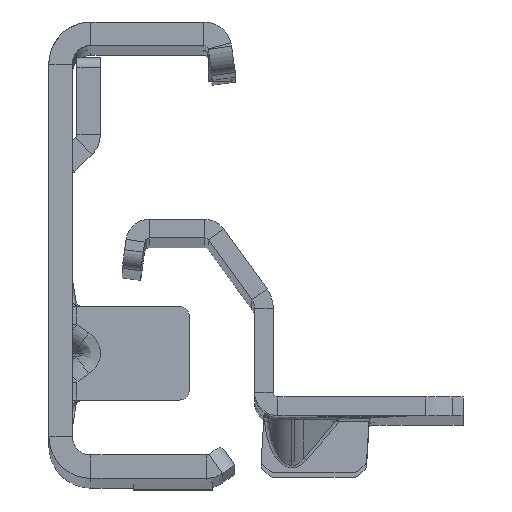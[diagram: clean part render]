
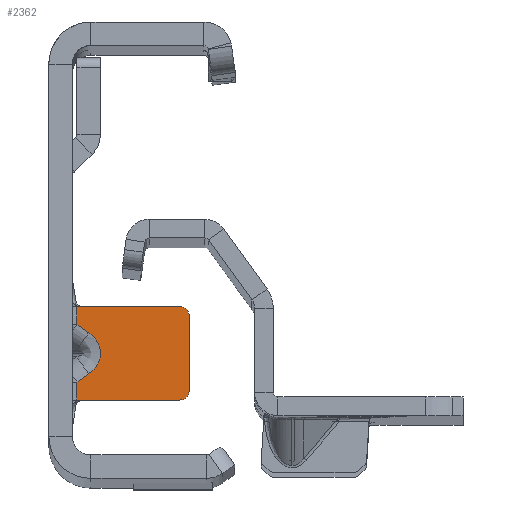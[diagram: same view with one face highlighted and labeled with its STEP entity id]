
A CAD part, top view. The second image highlights one B-rep face of the part: STEP entity #2362.
In plain terms, the highlighted planar face has unit normal (0, 0, 1).
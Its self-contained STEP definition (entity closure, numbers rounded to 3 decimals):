
#83 = AXIS2_PLACEMENT_3D ( 'NONE', #7340, #16016, #6197 ) ;
#141 = CARTESIAN_POINT ( 'NONE',  ( 0.5, -14.6, -591.5 ) ) ;
#144 = CARTESIAN_POINT ( 'NONE',  ( 11.5, -13.6, -591.5 ) ) ;
#166 = CARTESIAN_POINT ( 'NONE',  ( 0.5, 22.3, -591.5 ) ) ;
#168 = EDGE_CURVE ( 'NONE', #14410, #15174, #14807, .T. ) ;
#167 = AXIS2_PLACEMENT_3D ( 'NONE', #144, #12860, #10039 ) ;
#364 = EDGE_CURVE ( 'NONE', #10563, #12829, #14308, .T. ) ;
#377 = ORIENTED_EDGE ( 'NONE', *, *, #168, .T. ) ;
#478 = FACE_OUTER_BOUND ( 'NONE', #10040, .T. ) ;
#693 = VECTOR ( 'NONE', #16117, 1000. ) ;
#803 = LINE ( 'NONE', #9415, #12975 ) ;
#844 =( BOUNDED_CURVE ( )  B_SPLINE_CURVE ( 3, ( #8742, #15041, #2501, #2827 ),
 .UNSPECIFIED., .F., .T. ) 
 B_SPLINE_CURVE_WITH_KNOTS ( ( 4, 4 ),
 ( 2.356, 3.927 ),
 .UNSPECIFIED. ) 
 CURVE ( )  GEOMETRIC_REPRESENTATION_ITEM ( )  RATIONAL_B_SPLINE_CURVE ( ( 1., 0.805, 0.805, 1. ) ) 
 REPRESENTATION_ITEM ( '' )  );
#1127 = ORIENTED_EDGE ( 'NONE', *, *, #9151, .F. ) ;
#1862 = CARTESIAN_POINT ( 'NONE',  ( 0.5, -12.681, -591.5 ) ) ;
#1906 = LINE ( 'NONE', #6840, #15297 ) ;
#2220 = DIRECTION ( 'NONE',  ( 1., 0., 0. ) ) ;
#2362 = ADVANCED_FACE ( 'NONE', ( #478 ), #9240, .F. ) ;
#2410 = LINE ( 'NONE', #4891, #9390 ) ;
#2501 = CARTESIAN_POINT ( 'NONE',  ( 3.573, -8.692, -591.5 ) ) ;
#2567 = LINE ( 'NONE', #6598, #8500 ) ;
#2613 = LINE ( 'NONE', #166, #2859 ) ;
#2827 = CARTESIAN_POINT ( 'NONE',  ( 1.757, -7.408, -591.5 ) ) ;
#2859 = VECTOR ( 'NONE', #9180, 1000. ) ;
#3533 = CARTESIAN_POINT ( 'NONE',  ( 12.5, -5.6, -591.5 ) ) ;
#3649 = ORIENTED_EDGE ( 'NONE', *, *, #3762, .F. ) ;
#3762 = EDGE_CURVE ( 'NONE', #12382, #10620, #5969, .T. ) ;
#3779 = VERTEX_POINT ( 'NONE', #1862 ) ;
#3812 = EDGE_CURVE ( 'NONE', #12829, #5329, #803, .T. ) ;
#3906 = EDGE_CURVE ( 'NONE', #7650, #11612, #2567, .T. ) ;
#3970 = ORIENTED_EDGE ( 'NONE', *, *, #364, .T. ) ;
#4053 = ORIENTED_EDGE ( 'NONE', *, *, #11970, .T. ) ;
#4064 = ORIENTED_EDGE ( 'NONE', *, *, #6898, .F. ) ;
#4170 = DIRECTION ( 'NONE',  ( 0., 1., 0. ) ) ;
#4197 = CARTESIAN_POINT ( 'NONE',  ( 11.5, -4.6, -591.5 ) ) ;
#4699 = LINE ( 'NONE', #12254, #15811 ) ;
#4891 = CARTESIAN_POINT ( 'NONE',  ( -1.826, -4.6, -591.5 ) ) ;
#5064 = CIRCLE ( 'NONE', #83, 1. ) ;
#5252 = CARTESIAN_POINT ( 'NONE',  ( 0.708, -4.6, -591.5 ) ) ;
#5329 = VERTEX_POINT ( 'NONE', #3533 ) ;
#5542 = DIRECTION ( 'NONE',  ( 0.816, 0.577, 0. ) ) ;
#5849 = CARTESIAN_POINT ( 'NONE',  ( 1.757, -11.792, -591.5 ) ) ;
#5969 = LINE ( 'NONE', #10974, #12192 ) ;
#6112 = EDGE_CURVE ( 'NONE', #15179, #7650, #2410, .T. ) ;
#6197 = DIRECTION ( 'NONE',  ( 0., -1., 0. ) ) ;
#6210 = CARTESIAN_POINT ( 'NONE',  ( 11.5, -14.6, -591.5 ) ) ;
#6489 = CARTESIAN_POINT ( 'NONE',  ( 0.708, -14.6, -591.5 ) ) ;
#6515 = DIRECTION ( 'NONE',  ( -1., 0., 0. ) ) ;
#6598 = CARTESIAN_POINT ( 'NONE',  ( -1.826, -4.6, -591.5 ) ) ;
#6840 = CARTESIAN_POINT ( 'NONE',  ( 2.624, -11.179, -591.5 ) ) ;
#6898 = EDGE_CURVE ( 'NONE', #14410, #3779, #2613, .T. ) ;
#7270 = CARTESIAN_POINT ( 'NONE',  ( -1.826, -14.6, -591.5 ) ) ;
#7340 = CARTESIAN_POINT ( 'NONE',  ( 11.5, -5.6, -591.5 ) ) ;
#7650 = VERTEX_POINT ( 'NONE', #5252 ) ;
#7819 = AXIS2_PLACEMENT_3D ( 'NONE', #15466, #11559, #4170 ) ;
#8500 = VECTOR ( 'NONE', #6515, 1000. ) ;
#8742 = CARTESIAN_POINT ( 'NONE',  ( 1.757, -11.792, -591.5 ) ) ;
#8975 = ORIENTED_EDGE ( 'NONE', *, *, #3812, .T. ) ;
#9151 = EDGE_CURVE ( 'NONE', #10620, #11612, #14664, .T. ) ;
#9180 = DIRECTION ( 'NONE',  ( 0., 1., 0. ) ) ;
#9240 = PLANE ( 'NONE',  #7819 ) ;
#9390 = VECTOR ( 'NONE', #9875, 1000. ) ;
#9415 = CARTESIAN_POINT ( 'NONE',  ( 12.5, -5.6, -591.5 ) ) ;
#9829 = CARTESIAN_POINT ( 'NONE',  ( 0.5, 22.3, -591.5 ) ) ;
#9875 = DIRECTION ( 'NONE',  ( -1., 0., 0. ) ) ;
#10039 = DIRECTION ( 'NONE',  ( 0., 1., 0. ) ) ;
#10040 = EDGE_LOOP ( 'NONE', ( #3649, #15716, #16021, #4064, #377, #4053, #3970, #8975, #15137, #7593, #10458, #1127 ) ) ;
#10215 = VECTOR ( 'NONE', #13764, 1000. ) ;
#10255 = EDGE_CURVE ( 'NONE', #14962, #12382, #844, .T. ) ;
#10458 = ORIENTED_EDGE ( 'NONE', *, *, #3906, .T. ) ;
#10563 = VERTEX_POINT ( 'NONE', #6210 ) ;
#10620 = VERTEX_POINT ( 'NONE', #12921 ) ;
#10974 = CARTESIAN_POINT ( 'NONE',  ( 1.367, -7.131, -591.5 ) ) ;
#11474 = CARTESIAN_POINT ( 'NONE',  ( 12.5, -13.6, -591.5 ) ) ;
#11559 = DIRECTION ( 'NONE',  ( 0., 0., -1. ) ) ;
#11612 = VERTEX_POINT ( 'NONE', #11885 ) ;
#11655 = EDGE_CURVE ( 'NONE', #5329, #15179, #5064, .T. ) ;
#11830 = EDGE_CURVE ( 'NONE', #3779, #14962, #1906, .T. ) ;
#11885 = CARTESIAN_POINT ( 'NONE',  ( 0.5, -4.6, -591.5 ) ) ;
#11970 = EDGE_CURVE ( 'NONE', #15174, #10563, #4699, .T. ) ;
#12192 = VECTOR ( 'NONE', #13268, 1000. ) ;
#12254 = CARTESIAN_POINT ( 'NONE',  ( -1.826, -14.6, -591.5 ) ) ;
#12382 = VERTEX_POINT ( 'NONE', #16143 ) ;
#12829 = VERTEX_POINT ( 'NONE', #11474 ) ;
#12860 = DIRECTION ( 'NONE',  ( 0., 0., 1. ) ) ;
#12921 = CARTESIAN_POINT ( 'NONE',  ( 0.5, -6.519, -591.5 ) ) ;
#12975 = VECTOR ( 'NONE', #15712, 1000. ) ;
#13268 = DIRECTION ( 'NONE',  ( -0.816, 0.577, 0. ) ) ;
#13764 = DIRECTION ( 'NONE',  ( 0., 1., 0. ) ) ;
#14308 = CIRCLE ( 'NONE', #167, 1. ) ;
#14410 = VERTEX_POINT ( 'NONE', #141 ) ;
#14664 = LINE ( 'NONE', #9829, #10215 ) ;
#14807 = LINE ( 'NONE', #7270, #693 ) ;
#14962 = VERTEX_POINT ( 'NONE', #5849 ) ;
#15041 = CARTESIAN_POINT ( 'NONE',  ( 3.573, -10.508, -591.5 ) ) ;
#15137 = ORIENTED_EDGE ( 'NONE', *, *, #11655, .T. ) ;
#15174 = VERTEX_POINT ( 'NONE', #6489 ) ;
#15179 = VERTEX_POINT ( 'NONE', #4197 ) ;
#15297 = VECTOR ( 'NONE', #5542, 1000. ) ;
#15466 = CARTESIAN_POINT ( 'NONE',  ( -7.326, 22.3, -591.5 ) ) ;
#15712 = DIRECTION ( 'NONE',  ( 0., 1., 0. ) ) ;
#15716 = ORIENTED_EDGE ( 'NONE', *, *, #10255, .F. ) ;
#15811 = VECTOR ( 'NONE', #2220, 1000. ) ;
#16016 = DIRECTION ( 'NONE',  ( 0., 0., 1. ) ) ;
#16021 = ORIENTED_EDGE ( 'NONE', *, *, #11830, .F. ) ;
#16117 = DIRECTION ( 'NONE',  ( 1., 0., 0. ) ) ;
#16143 = CARTESIAN_POINT ( 'NONE',  ( 1.757, -7.408, -591.5 ) ) ;
#7593 = ORIENTED_EDGE ( 'NONE', *, *, #6112, .T. ) ;
